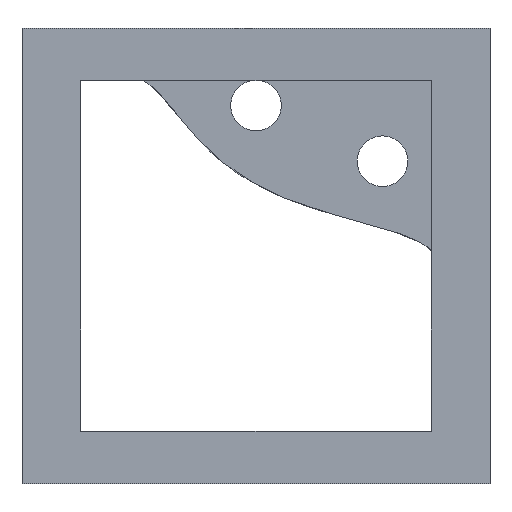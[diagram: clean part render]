
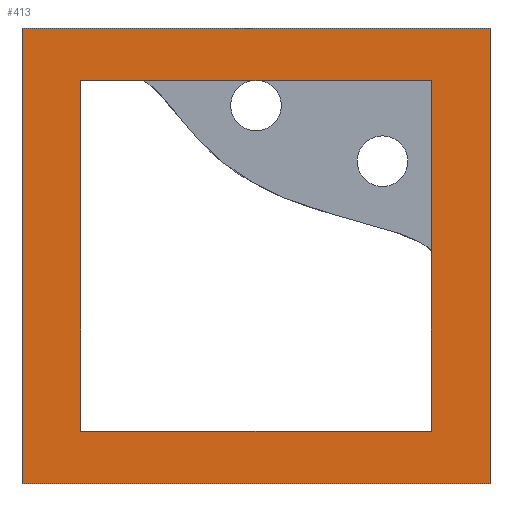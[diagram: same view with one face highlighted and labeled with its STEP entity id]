
A CAD part, top view. The second image highlights one B-rep face of the part: STEP entity #413.
In plain terms, the highlighted planar face has unit normal (0, 0, 1).
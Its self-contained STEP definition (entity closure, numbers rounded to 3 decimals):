
#25=FACE_BOUND('',#81,.T.);
#29=PLANE('',#457);
#52=FACE_OUTER_BOUND('',#80,.T.);
#80=EDGE_LOOP('',(#332,#333,#334,#335));
#81=EDGE_LOOP('',(#336,#337,#338,#339));
#114=LINE('',#657,#160);
#115=LINE('',#659,#161);
#116=LINE('',#661,#162);
#117=LINE('',#662,#163);
#118=LINE('',#665,#164);
#119=LINE('',#667,#165);
#120=LINE('',#669,#166);
#121=LINE('',#670,#167);
#160=VECTOR('',#525,10.);
#161=VECTOR('',#526,10.);
#162=VECTOR('',#527,10.);
#163=VECTOR('',#528,10.);
#164=VECTOR('',#529,1.);
#165=VECTOR('',#530,1.);
#166=VECTOR('',#531,1.);
#167=VECTOR('',#532,1.);
#216=VERTEX_POINT('',#655);
#217=VERTEX_POINT('',#656);
#218=VERTEX_POINT('',#658);
#219=VERTEX_POINT('',#660);
#220=VERTEX_POINT('',#663);
#221=VERTEX_POINT('',#664);
#222=VERTEX_POINT('',#666);
#223=VERTEX_POINT('',#668);
#260=EDGE_CURVE('',#216,#217,#114,.F.);
#261=EDGE_CURVE('',#216,#218,#115,.T.);
#262=EDGE_CURVE('',#218,#219,#116,.F.);
#263=EDGE_CURVE('',#217,#219,#117,.T.);
#264=EDGE_CURVE('',#220,#221,#118,.T.);
#265=EDGE_CURVE('',#221,#222,#119,.T.);
#266=EDGE_CURVE('',#223,#222,#120,.T.);
#267=EDGE_CURVE('',#220,#223,#121,.T.);
#332=ORIENTED_EDGE('',*,*,#260,.F.);
#333=ORIENTED_EDGE('',*,*,#261,.T.);
#334=ORIENTED_EDGE('',*,*,#262,.T.);
#335=ORIENTED_EDGE('',*,*,#263,.F.);
#336=ORIENTED_EDGE('',*,*,#264,.T.);
#337=ORIENTED_EDGE('',*,*,#265,.T.);
#338=ORIENTED_EDGE('',*,*,#266,.F.);
#339=ORIENTED_EDGE('',*,*,#267,.F.);
#413=ADVANCED_FACE('',(#52,#25),#29,.T.);
#457=AXIS2_PLACEMENT_3D('',#654,#523,#524);
#523=DIRECTION('center_axis',(0.,0.,1.));
#524=DIRECTION('ref_axis',(1.,0.,0.));
#525=DIRECTION('',(0.,-1.,0.));
#526=DIRECTION('',(1.,0.,0.));
#527=DIRECTION('',(0.,-1.,0.));
#528=DIRECTION('',(1.,0.,0.));
#529=DIRECTION('',(-1.,0.,0.));
#530=DIRECTION('',(0.,1.,0.));
#531=DIRECTION('',(-1.,0.,0.));
#532=DIRECTION('',(0.,1.,0.));
#654=CARTESIAN_POINT('Origin',(-9.,-9.,0.));
#655=CARTESIAN_POINT('',(-9.25,-9.,0.));
#656=CARTESIAN_POINT('',(-9.25,9.,0.));
#657=CARTESIAN_POINT('',(-9.25,-9.,0.));
#658=CARTESIAN_POINT('',(9.25,-9.,0.));
#659=CARTESIAN_POINT('',(-9.,-9.,0.));
#660=CARTESIAN_POINT('',(9.25,9.,0.));
#661=CARTESIAN_POINT('',(9.25,-9.,0.));
#662=CARTESIAN_POINT('',(-9.,9.,0.));
#663=CARTESIAN_POINT('',(6.925,-6.925,0.));
#664=CARTESIAN_POINT('',(-6.925,-6.925,0.));
#665=CARTESIAN_POINT('',(-7.963,-6.925,0.));
#666=CARTESIAN_POINT('',(-6.925,6.925,0.));
#667=CARTESIAN_POINT('',(-6.925,-7.963,0.));
#668=CARTESIAN_POINT('',(6.925,6.925,0.));
#669=CARTESIAN_POINT('',(-7.963,6.925,0.));
#670=CARTESIAN_POINT('',(6.925,-7.963,0.));
